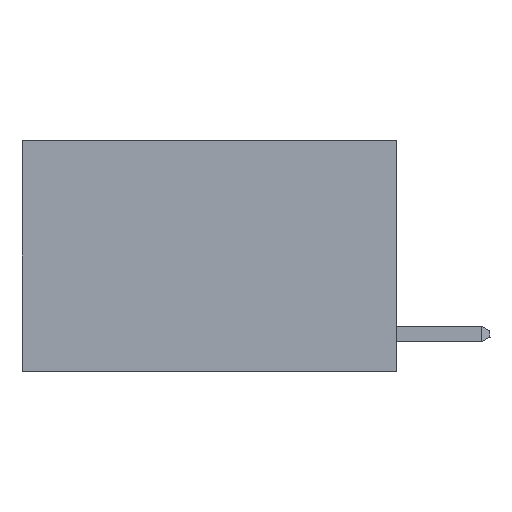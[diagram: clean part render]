
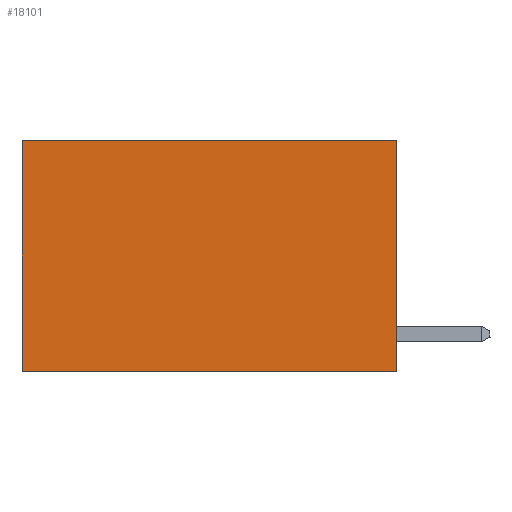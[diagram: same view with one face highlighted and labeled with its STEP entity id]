
A CAD part, left-side view. The second image highlights one B-rep face of the part: STEP entity #18101.
In plain terms, the highlighted planar face has unit normal (-1, 0, 0).
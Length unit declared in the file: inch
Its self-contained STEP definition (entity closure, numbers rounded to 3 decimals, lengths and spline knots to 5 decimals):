
#419 = DIRECTION ( 'NONE',  ( 0., 1., 0. ) ) ;
#1480 = CARTESIAN_POINT ( 'NONE',  ( 0.2625, 0., 0. ) ) ;
#1849 = LINE ( 'NONE', #12297, #17270 ) ;
#4320 = FACE_OUTER_BOUND ( 'NONE', #6177, .T. ) ;
#4472 = VERTEX_POINT ( 'NONE', #8003 ) ;
#4659 = DIRECTION ( 'NONE',  ( 0., 0., -1. ) ) ;
#4669 = CARTESIAN_POINT ( 'NONE',  ( 0.2625, 0.6, -0.37 ) ) ;
#5807 = EDGE_CURVE ( 'NONE', #6818, #16280, #1849, .T. ) ;
#6177 = EDGE_LOOP ( 'NONE', ( #15719, #13747, #12072, #14914 ) ) ;
#6255 = DIRECTION ( 'NONE',  ( 0., 0., -1. ) ) ;
#6462 = EDGE_CURVE ( 'NONE', #4472, #6818, #12896, .T. ) ;
#6818 = VERTEX_POINT ( 'NONE', #10142 ) ;
#8003 = CARTESIAN_POINT ( 'NONE',  ( 0.2625, 0., 0. ) ) ;
#8248 = CARTESIAN_POINT ( 'NONE',  ( 0.2625, 0., -0.37 ) ) ;
#8889 = VECTOR ( 'NONE', #14014, 39.37008 ) ;
#10142 = CARTESIAN_POINT ( 'NONE',  ( 0.2625, 0.6, 0. ) ) ;
#10528 = EDGE_CURVE ( 'NONE', #4472, #18863, #16073, .T. ) ;
#11231 = CARTESIAN_POINT ( 'NONE',  ( 0.2625, 0., -0.37 ) ) ;
#11475 = VECTOR ( 'NONE', #17119, 39.37008 ) ;
#11843 = VECTOR ( 'NONE', #419, 39.37008 ) ;
#12072 = ORIENTED_EDGE ( 'NONE', *, *, #10528, .F. ) ;
#12255 = PLANE ( 'NONE',  #13555 ) ;
#12297 = CARTESIAN_POINT ( 'NONE',  ( 0.2625, 0.6, 0. ) ) ;
#12896 = LINE ( 'NONE', #18574, #8889 ) ;
#13142 = EDGE_CURVE ( 'NONE', #18863, #16280, #14975, .T. ) ;
#13555 = AXIS2_PLACEMENT_3D ( 'NONE', #1480, #13799, #4659 ) ;
#13747 = ORIENTED_EDGE ( 'NONE', *, *, #13142, .F. ) ;
#13799 = DIRECTION ( 'NONE',  ( 1., 0., 0. ) ) ;
#14014 = DIRECTION ( 'NONE',  ( 0., 1., 0. ) ) ;
#14914 = ORIENTED_EDGE ( 'NONE', *, *, #6462, .T. ) ;
#14975 = LINE ( 'NONE', #8248, #11843 ) ;
#15571 = CARTESIAN_POINT ( 'NONE',  ( 0.2625, 0., 0. ) ) ;
#15719 = ORIENTED_EDGE ( 'NONE', *, *, #5807, .T. ) ;
#16073 = LINE ( 'NONE', #15571, #11475 ) ;
#16280 = VERTEX_POINT ( 'NONE', #4669 ) ;
#17119 = DIRECTION ( 'NONE',  ( 0., 0., -1. ) ) ;
#17270 = VECTOR ( 'NONE', #6255, 39.37008 ) ;
#18101 = ADVANCED_FACE ( 'NONE', ( #4320 ), #12255, .F. ) ;
#18574 = CARTESIAN_POINT ( 'NONE',  ( 0.2625, 0., 0. ) ) ;
#18863 = VERTEX_POINT ( 'NONE', #11231 ) ;
